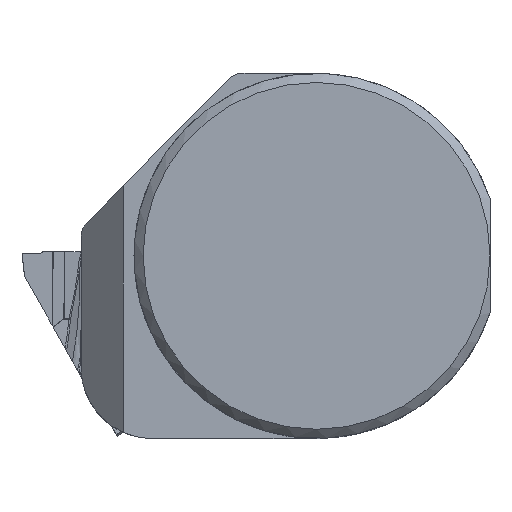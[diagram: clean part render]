
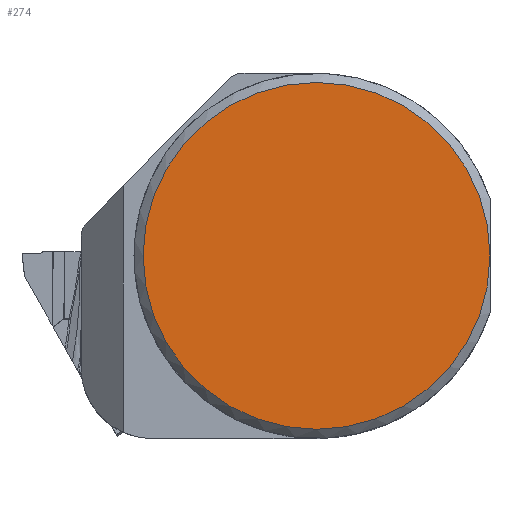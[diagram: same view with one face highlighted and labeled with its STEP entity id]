
A CAD part, top view. The second image highlights one B-rep face of the part: STEP entity #274.
In plain terms, the highlighted planar face has unit normal (0, 0, 1).
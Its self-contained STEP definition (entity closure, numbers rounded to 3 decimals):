
#211=PLANE('',#2353);
#274=ADVANCED_FACE('',(#431),#211,.F.);
#431=FACE_OUTER_BOUND('',#556,.T.);
#556=EDGE_LOOP('',(#1140));
#669=CIRCLE('',#2350,19.);
#1140=ORIENTED_EDGE('',*,*,#1929,.F.);
#1710=VERTEX_POINT('',#3248);
#1929=EDGE_CURVE('',#1710,#1710,#669,.T.);
#2350=AXIS2_PLACEMENT_3D('',#3258,#2650,#2651);
#2353=AXIS2_PLACEMENT_3D('',#3261,#2656,#2657);
#2650=DIRECTION('',(0.,0.,-1.));
#2651=DIRECTION('',(1.,0.,0.));
#2656=DIRECTION('',(0.,0.,-1.));
#2657=DIRECTION('',(1.,0.,0.));
#3248=CARTESIAN_POINT('',(19.,0.,0.325));
#3258=CARTESIAN_POINT('',(0.,0.,0.325));
#3261=CARTESIAN_POINT('',(0.,19.,0.325));
